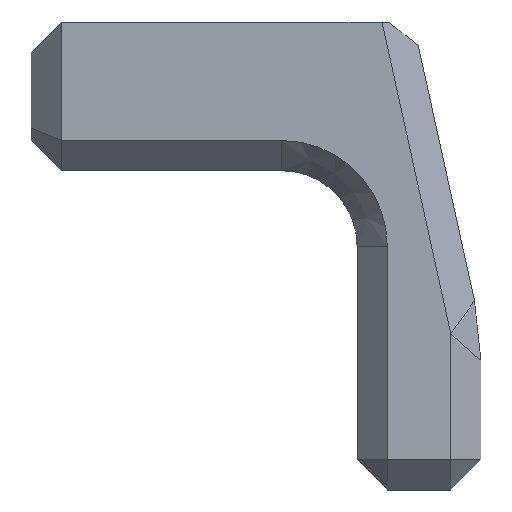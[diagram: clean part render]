
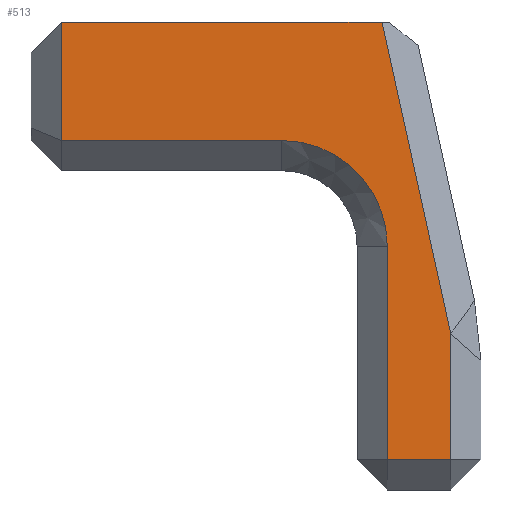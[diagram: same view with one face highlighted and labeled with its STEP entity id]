
A CAD part, left-side view. The second image highlights one B-rep face of the part: STEP entity #513.
In plain terms, the highlighted planar face has unit normal (-1, 0, 0).
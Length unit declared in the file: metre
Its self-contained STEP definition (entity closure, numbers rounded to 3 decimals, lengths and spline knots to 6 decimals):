
#34=LINE('',#798,#92);
#35=LINE('',#801,#93);
#36=LINE('',#803,#94);
#37=LINE('',#807,#95);
#38=LINE('',#809,#96);
#39=LINE('',#811,#97);
#40=LINE('',#813,#98);
#92=VECTOR('',#635,1.);
#93=VECTOR('',#636,1.);
#94=VECTOR('',#637,1.);
#95=VECTOR('',#640,1.);
#96=VECTOR('',#641,1.);
#97=VECTOR('',#642,1.);
#98=VECTOR('',#643,1.);
#154=ORIENTED_EDGE('',*,*,#291,.F.);
#155=ORIENTED_EDGE('',*,*,#292,.T.);
#156=ORIENTED_EDGE('',*,*,#293,.T.);
#157=ORIENTED_EDGE('',*,*,#294,.T.);
#158=ORIENTED_EDGE('',*,*,#295,.T.);
#159=ORIENTED_EDGE('',*,*,#296,.T.);
#160=ORIENTED_EDGE('',*,*,#297,.T.);
#161=ORIENTED_EDGE('',*,*,#298,.T.);
#291=EDGE_CURVE('',#359,#360,#34,.T.);
#292=EDGE_CURVE('',#359,#361,#35,.T.);
#293=EDGE_CURVE('',#361,#362,#36,.T.);
#294=EDGE_CURVE('',#362,#363,#388,.F.);
#295=EDGE_CURVE('',#363,#364,#37,.T.);
#296=EDGE_CURVE('',#364,#365,#38,.T.);
#297=EDGE_CURVE('',#365,#366,#39,.T.);
#298=EDGE_CURVE('',#366,#360,#40,.T.);
#359=VERTEX_POINT('',#799);
#360=VERTEX_POINT('',#800);
#361=VERTEX_POINT('',#802);
#362=VERTEX_POINT('',#804);
#363=VERTEX_POINT('',#806);
#364=VERTEX_POINT('',#808);
#365=VERTEX_POINT('',#810);
#366=VERTEX_POINT('',#812);
#388=CIRCLE('',#565,0.007);
#400=EDGE_LOOP('',(#154,#155,#156,#157,#158,#159,#160,#161));
#443=FACE_BOUND('',#400,.T.);
#484=PLANE('',#564);
#513=ADVANCED_FACE('',(#443),#484,.T.);
#564=AXIS2_PLACEMENT_3D('',#797,#633,#634);
#565=AXIS2_PLACEMENT_3D('',#805,#638,#639);
#633=DIRECTION('',(-1.,0.,0.));
#634=DIRECTION('',(0.,-1.,0.));
#635=DIRECTION('',(0.,-1.,0.));
#636=DIRECTION('',(0.,0.,-1.));
#637=DIRECTION('',(0.,-1.,0.));
#638=DIRECTION('',(-1.,0.,0.));
#639=DIRECTION('',(0.,-1.,0.));
#640=DIRECTION('',(0.,0.,-1.));
#641=DIRECTION('',(0.,-1.,0.));
#642=DIRECTION('',(0.,0.,1.));
#643=DIRECTION('',(0.,0.215,0.977));
#797=CARTESIAN_POINT('',(-0.0075,0.00765,-0.044002));
#798=CARTESIAN_POINT('',(-0.0075,0.00765,-0.0085));
#799=CARTESIAN_POINT('',(-0.0075,0.0252,-0.0085));
#800=CARTESIAN_POINT('',(-0.0075,0.003948,-0.0085));
#801=CARTESIAN_POINT('',(-0.0075,0.0252,-0.044002));
#802=CARTESIAN_POINT('',(-0.0075,0.0252,-0.016351));
#803=CARTESIAN_POINT('',(-0.0075,0.010603,-0.016351));
#804=CARTESIAN_POINT('',(-0.0075,0.010603,-0.016351));
#805=CARTESIAN_POINT('',(-0.0075,0.010603,-0.023351));
#806=CARTESIAN_POINT('',(-0.0075,0.003603,-0.023351));
#807=CARTESIAN_POINT('',(-0.0075,0.003603,-0.044002));
#808=CARTESIAN_POINT('',(-0.0075,0.003603,-0.0375));
#809=CARTESIAN_POINT('',(-0.0075,0.00765,-0.0375));
#810=CARTESIAN_POINT('',(-0.0075,-0.0006,-0.0375));
#811=CARTESIAN_POINT('',(-0.0075,-0.0006,-0.044002));
#812=CARTESIAN_POINT('',(-0.0075,-0.0006,-0.029141));
#813=CARTESIAN_POINT('',(-0.0075,-0.003341,-0.04158));
